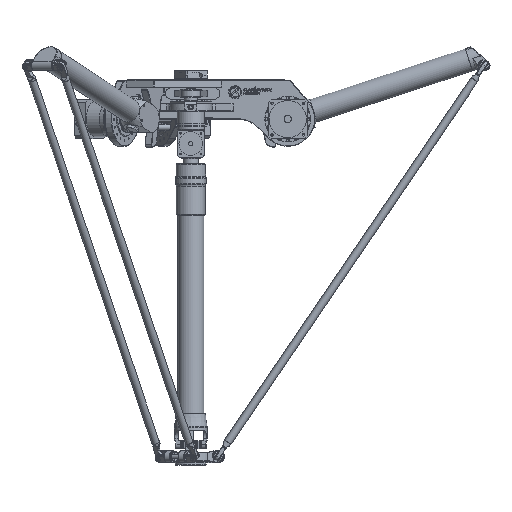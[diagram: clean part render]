
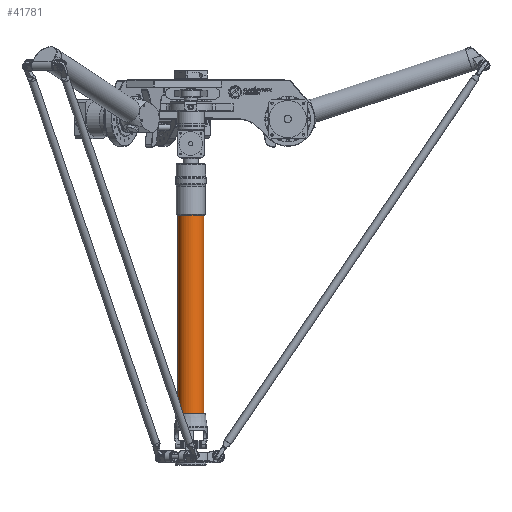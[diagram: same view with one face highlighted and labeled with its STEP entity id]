
A CAD part, front view. The second image highlights one B-rep face of the part: STEP entity #41781.
In plain terms, the highlighted cylindrical face has radius 33.5 mm (diameter 67 mm), a full revolution.
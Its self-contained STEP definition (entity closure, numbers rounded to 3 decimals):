
#1549=CYLINDRICAL_SURFACE('',#46251,33.5);
#2355=FACE_BOUND('',#10150,.T.);
#4032=CIRCLE('',#46157,33.5);
#4065=CIRCLE('',#46239,33.5);
#6821=FACE_OUTER_BOUND('',#10149,.T.);
#10149=EDGE_LOOP('',(#36409));
#10150=EDGE_LOOP('',(#36410));
#20208=VERTEX_POINT('',#79797);
#20279=VERTEX_POINT('',#80154);
#25578=EDGE_CURVE('',#20208,#20208,#4032,.T.);
#25683=EDGE_CURVE('',#20279,#20279,#4065,.T.);
#36409=ORIENTED_EDGE('',*,*,#25578,.F.);
#36410=ORIENTED_EDGE('',*,*,#25683,.T.);
#41781=ADVANCED_FACE('',(#6821,#2355),#1549,.T.);
#46157=AXIS2_PLACEMENT_3D('',#79798,#57484,#57485);
#46239=AXIS2_PLACEMENT_3D('',#80155,#57700,#57701);
#46251=AXIS2_PLACEMENT_3D('',#80171,#57724,#57725);
#57484=DIRECTION('center_axis',(0.,-1.,0.));
#57485=DIRECTION('ref_axis',(1.,0.,0.));
#57700=DIRECTION('center_axis',(0.,-1.,0.));
#57701=DIRECTION('ref_axis',(1.,0.,0.));
#57724=DIRECTION('center_axis',(0.,-1.,0.));
#57725=DIRECTION('ref_axis',(1.,0.,0.));
#79797=CARTESIAN_POINT('',(33.5,0.,0.));
#79798=CARTESIAN_POINT('Origin',(0.,0.,0.));
#80154=CARTESIAN_POINT('',(33.5,510.07,0.));
#80155=CARTESIAN_POINT('Origin',(0.,510.07,0.));
#80171=CARTESIAN_POINT('Origin',(0.,255.035,0.));
